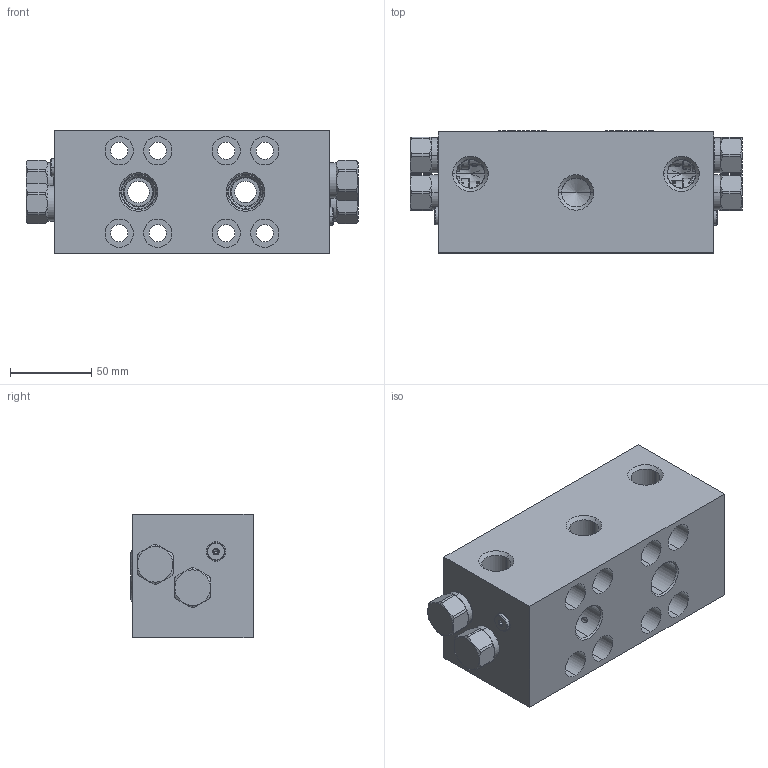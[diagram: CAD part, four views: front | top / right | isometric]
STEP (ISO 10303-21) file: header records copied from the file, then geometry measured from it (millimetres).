
FILE_DESCRIPTION((''),'2;1');
FILE_NAME('X9S_ASM','2022-01-19T',('ProEService'),(''),'PRO/ENGINEER BY PARAMETRIC TECHNOLOGY CORPORATION, 2014200','PRO/ENGINEER BY PARAMETRIC TECHNOLOGY CORPORATION, 2014200','');
FILE_SCHEMA(('CONFIG_CONTROL_DESIGN'));
Length unit declared in the file: inch
Products named in the file (6): 170-472-001; CXCDXAN; CXDAXAN; A330-006-002; 500-001-214; X9S_ASM
Assembly tree (9 placements, depth 2):
  X9S_ASM
    170-472-001
    CXCDXAN  x2
    CXDAXAN  x2
    A330-006-002  x2
    500-001-214  x2
Bounding box: 204.83 x 75.36 x 76.2 mm (x, y, z)
Volume: 823821.8 mm3; surface area: 139823.7 mm2
Topology: 13 solids, 15 shells, 1395 faces, 3892 edges, 2777 vertices
Faces by surface type: cylinder 631, cone 296, plane 276, torus 124, bspline 36, revolution 32
Entity records: 34157 total; most frequent: CARTESIAN_POINT 12297, DIRECTION 4572, ORIENTED_EDGE 4158, EDGE_CURVE 2079, AXIS2_PLACEMENT_3D 1762, VERTEX_POINT 1308, VECTOR 1032, LINE 1032
